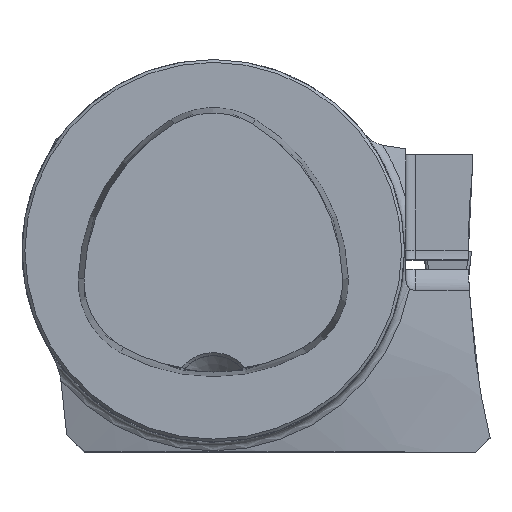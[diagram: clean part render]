
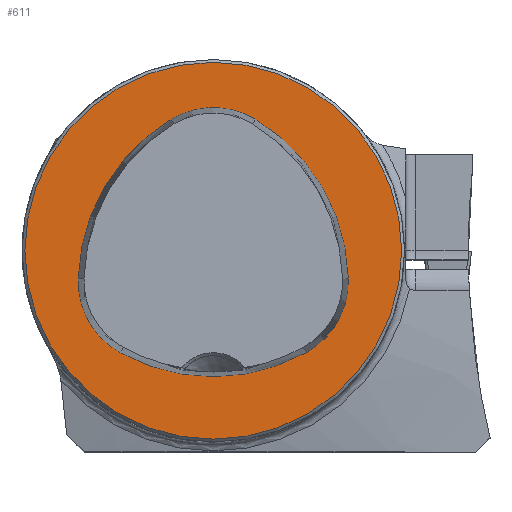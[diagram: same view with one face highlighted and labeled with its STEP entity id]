
A CAD part, top view. The second image highlights one B-rep face of the part: STEP entity #611.
In plain terms, the highlighted planar face has unit normal (0, 0, 1).
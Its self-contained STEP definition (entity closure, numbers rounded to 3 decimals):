
#110=FACE_BOUND('',#852,.T.);
#111=FACE_BOUND('',#853,.T.);
#137=PLANE('',#2330);
#611=ADVANCED_FACE('CU_FL_N1_SU_1',(#110,#111),#137,.T.);
#852=EDGE_LOOP('',(#1215,#1216,#1217,#1218,#1219,#1220));
#853=EDGE_LOOP('',(#1221));
#957=CIRCLE('',#2321,20.063);
#959=CIRCLE('',#2324,20.063);
#960=CIRCLE('',#2325,8.563);
#961=CIRCLE('',#2326,8.563);
#962=CIRCLE('',#2327,20.063);
#963=CIRCLE('',#2328,8.563);
#964=CIRCLE('',#2329,19.7);
#1215=ORIENTED_EDGE('',*,*,#1984,.F.);
#1216=ORIENTED_EDGE('',*,*,#1985,.F.);
#1217=ORIENTED_EDGE('',*,*,#1977,.F.);
#1218=ORIENTED_EDGE('',*,*,#1986,.F.);
#1219=ORIENTED_EDGE('',*,*,#1987,.F.);
#1220=ORIENTED_EDGE('',*,*,#1988,.F.);
#1221=ORIENTED_EDGE('',*,*,#1989,.T.);
#1737=VERTEX_POINT('',#3828);
#1738=VERTEX_POINT('',#3830);
#1744=VERTEX_POINT('',#3862);
#1745=VERTEX_POINT('',#3863);
#1746=VERTEX_POINT('',#3866);
#1747=VERTEX_POINT('',#3868);
#1748=VERTEX_POINT('',#3871);
#1977=EDGE_CURVE('',#1737,#1738,#957,.T.);
#1984=EDGE_CURVE('',#1744,#1745,#959,.T.);
#1985=EDGE_CURVE('',#1738,#1744,#960,.T.);
#1986=EDGE_CURVE('',#1746,#1737,#961,.T.);
#1987=EDGE_CURVE('',#1747,#1746,#962,.T.);
#1988=EDGE_CURVE('',#1745,#1747,#963,.T.);
#1989=EDGE_CURVE('',#1748,#1748,#964,.T.);
#2321=AXIS2_PLACEMENT_3D('',#3829,#2665,#2666);
#2324=AXIS2_PLACEMENT_3D('',#3861,#2672,#2673);
#2325=AXIS2_PLACEMENT_3D('',#3864,#2674,#2675);
#2326=AXIS2_PLACEMENT_3D('',#3865,#2676,#2677);
#2327=AXIS2_PLACEMENT_3D('',#3867,#2678,#2679);
#2328=AXIS2_PLACEMENT_3D('',#3869,#2680,#2681);
#2329=AXIS2_PLACEMENT_3D('',#3870,#2682,#2683);
#2330=AXIS2_PLACEMENT_3D('',#3872,#2684,#2685);
#2665=DIRECTION('',(0.,0.,1.));
#2666=DIRECTION('',(-1.,0.,0.));
#2672=DIRECTION('',(0.,0.,1.));
#2673=DIRECTION('',(-1.,0.,0.));
#2674=DIRECTION('',(0.,0.,1.));
#2675=DIRECTION('',(-1.,0.,0.));
#2676=DIRECTION('',(0.,0.,1.));
#2677=DIRECTION('',(-1.,0.,0.));
#2678=DIRECTION('',(0.,0.,1.));
#2679=DIRECTION('',(-1.,0.,0.));
#2680=DIRECTION('',(0.,0.,1.));
#2681=DIRECTION('',(-1.,0.,0.));
#2682=DIRECTION('',(0.,0.,1.));
#2683=DIRECTION('',(-1.,0.,0.));
#2684=DIRECTION('',(0.,0.,1.));
#2685=DIRECTION('',(-1.,0.,0.));
#3828=CARTESIAN_POINT('',(-9.704,-10.66,0.));
#3829=CARTESIAN_POINT('',(0.,6.9,0.));
#3830=CARTESIAN_POINT('',(9.704,-10.66,0.));
#3861=CARTESIAN_POINT('',(-5.934,-3.451,0.));
#3862=CARTESIAN_POINT('',(14.123,-2.953,0.));
#3863=CARTESIAN_POINT('',(4.418,13.735,0.));
#3864=CARTESIAN_POINT('',(5.562,-3.165,0.));
#3865=CARTESIAN_POINT('',(-5.562,-3.165,0.));
#3866=CARTESIAN_POINT('',(-14.123,-2.953,0.));
#3867=CARTESIAN_POINT('',(5.934,-3.451,0.));
#3868=CARTESIAN_POINT('',(-4.418,13.735,0.));
#3869=CARTESIAN_POINT('',(0.,6.4,0.));
#3870=CARTESIAN_POINT('',(0.,0.,0.));
#3871=CARTESIAN_POINT('',(-19.7,0.,0.));
#3872=CARTESIAN_POINT('',(0.,0.,0.));
